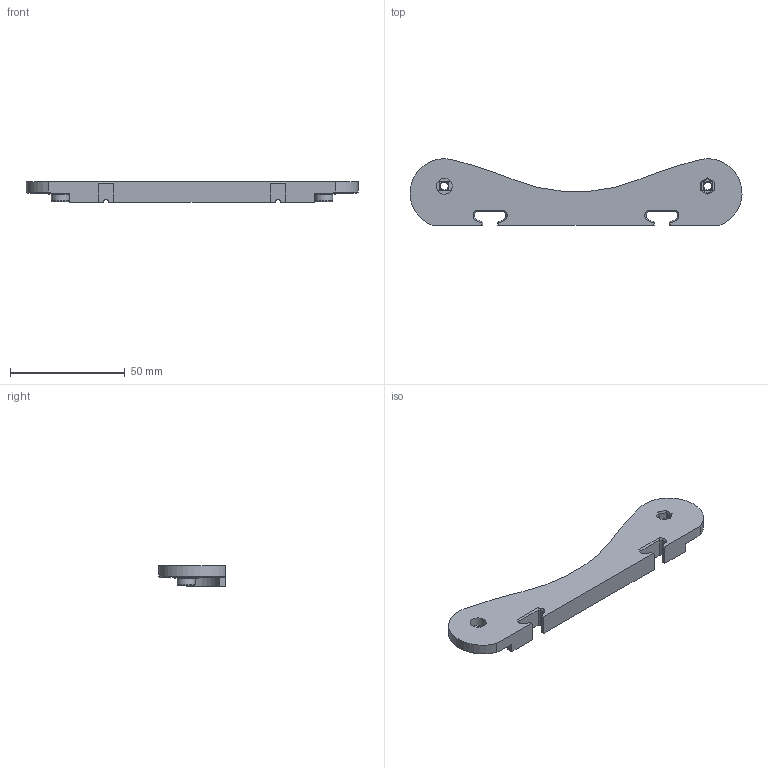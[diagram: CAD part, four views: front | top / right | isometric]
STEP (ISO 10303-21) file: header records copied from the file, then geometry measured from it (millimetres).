
FILE_DESCRIPTION(/* description */ (''),/* implementation_level */ '2;1');
FILE_NAME(/* name */ 'MINI-base-spoolholder.stp',/* time_stamp */ '2019',/* author */ ('Robert Turinsky'),/* organization */ (''),/* preprocessor_version */ 'ST-DEVELOPER v17.2',/* originating_system */ 'Autodesk Inventor 2019',/* authorisation */ '');
FILE_SCHEMA (('AUTOMOTIVE_DESIGN { 1 0 10303 214 3 1 1 }'));
Length unit declared in the file: millimetre
Products named in the file (1): base
Bounding box: 144.99 x 28.95 x 9 mm (x, y, z)
Volume: 18228.6 mm3; surface area: 9303.4 mm2
Topology: 1 solids, 1 shells, 122 faces, 307 edges, 191 vertices
Faces by surface type: plane 82, cylinder 23, cone 17
Full cylindrical faces by diameter (mm): 3.4 x2, 7 x1, 7.8 x2, 10.5 x2
Entity records: 3670 total; most frequent: CARTESIAN_POINT 655, DIRECTION 623, ORIENTED_EDGE 614, EDGE_CURVE 307, LINE 229, VECTOR 229, AXIS2_PLACEMENT_3D 197, VERTEX_POINT 191
